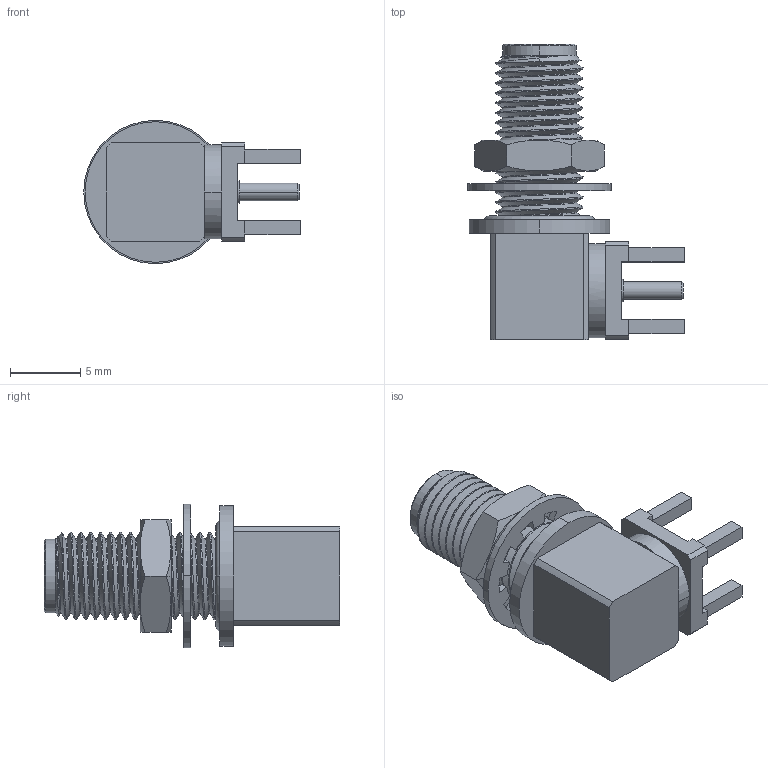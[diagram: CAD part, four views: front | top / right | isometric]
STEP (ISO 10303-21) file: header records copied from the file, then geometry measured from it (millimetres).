
FILE_DESCRIPTION (( 'STEP AP214' ), '1' );
FILE_NAME ('FMCN5368_3D.step', '2025-04-17T23:22:49', ( '' ), ( '' ), 'SwSTEP 2.0', 'SolidWorks 2022', '' );
FILE_SCHEMA (( 'AUTOMOTIVE_DESIGN' ));
Length unit declared in the file: inch
Products named in the file (5): O-Ring^FMCN5368; Washer^FMCN5368; Body^FMCN5368; Hex Nut^FMCN5368; FMCN5368_3D
Assembly tree (4 placements, depth 2):
  FMCN5368_3D
    Body^FMCN5368
    O-Ring^FMCN5368
    Washer^FMCN5368
    Hex Nut^FMCN5368
Bounding box: 15.4 x 21.03 x 10.2 mm (x, y, z)
Volume: 937.4 mm3; surface area: 1340.3 mm2
Topology: 4 solids, 4 shells, 199 faces, 520 edges, 336 vertices
Faces by surface type: cylinder 84, plane 77, sphere 16, cone 15, torus 4, bspline 3
Entity records: 11322 total; most frequent: CARTESIAN_POINT 6263, ORIENTED_EDGE 1040, DIRECTION 1012, EDGE_CURVE 520, AXIS2_PLACEMENT_3D 382, VERTEX_POINT 336, LINE 248, VECTOR 248
